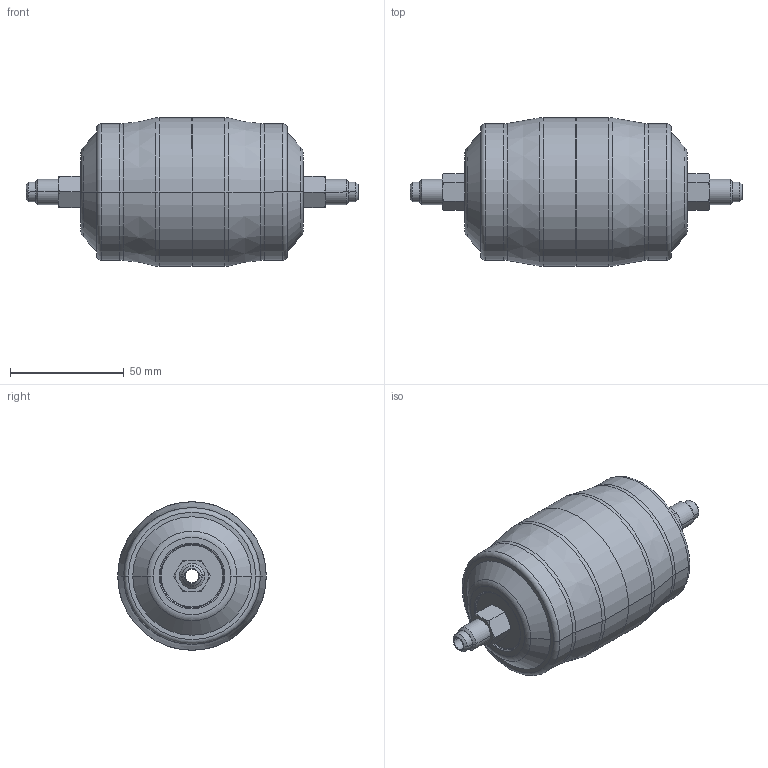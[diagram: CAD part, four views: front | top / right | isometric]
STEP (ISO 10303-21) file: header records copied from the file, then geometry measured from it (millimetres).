
FILE_DESCRIPTION (( 'STEP AP203' ), '1' );
FILE_NAME ('SDXB-082.STEP', '2024-01-23T07:49:55', ( '' ), ( '' ), 'SwSTEP 2.0', 'SolidWorks 2022', '' );
FILE_SCHEMA (( 'CONFIG_CONTROL_DESIGN' ));
Length unit declared in the file: millimetre
Products named in the file (4): 738-3000-082; 966-02-12-026; 745-3000-082; SDXB-082
Assembly tree (4 placements, depth 3):
  SDXB-082
    745-3000-082  x2
      738-3000-082
      966-02-12-026
Bounding box: 146.2 x 65.5 x 65.5 mm (x, y, z)
Volume: 38452.1 mm3; surface area: 48557.7 mm2
Topology: 4 solids, 4 shells, 194 faces, 420 edges, 252 vertices
Faces by surface type: torus 56, cone 56, cylinder 44, plane 38
Entity records: 3172 total; most frequent: CARTESIAN_POINT 545, DIRECTION 526, ORIENTED_EDGE 420, AXIS2_PLACEMENT_3D 235, EDGE_CURVE 210, CIRCLE 130, VERTEX_POINT 126, EDGE_LOOP 110
